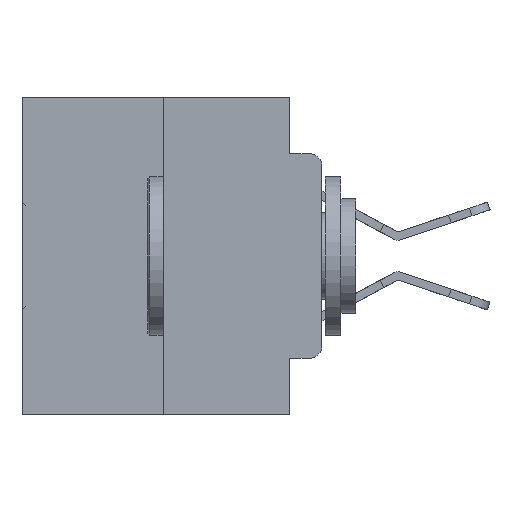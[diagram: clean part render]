
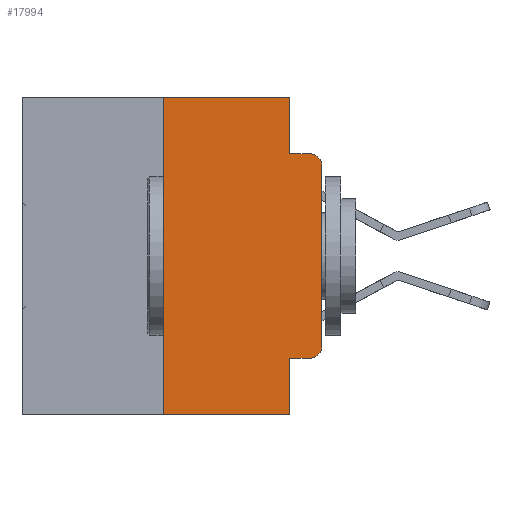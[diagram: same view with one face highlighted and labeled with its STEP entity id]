
A CAD part, left-side view. The second image highlights one B-rep face of the part: STEP entity #17994.
In plain terms, the highlighted planar face has unit normal (-1, 0, 0).
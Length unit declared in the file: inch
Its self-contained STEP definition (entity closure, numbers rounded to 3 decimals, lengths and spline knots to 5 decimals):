
#437 = CARTESIAN_POINT ( 'NONE',  ( 0., 0.473, 0. ) ) ;
#619 = ORIENTED_EDGE ( 'NONE', *, *, #23156, .T. ) ;
#947 = DIRECTION ( 'NONE',  ( 0., 0., -1. ) ) ;
#1612 = CARTESIAN_POINT ( 'NONE',  ( 0., 0.051, -0.0885 ) ) ;
#1823 = DIRECTION ( 'NONE',  ( 0., 0., 1. ) ) ;
#1908 = DIRECTION ( 'NONE',  ( -1., 0., 0. ) ) ;
#2350 = AXIS2_PLACEMENT_3D ( 'NONE', #14095, #32524, #16756 ) ;
#2987 = DIRECTION ( 'NONE',  ( 0., -1., 0. ) ) ;
#3345 = VERTEX_POINT ( 'NONE', #5210 ) ;
#3847 = ORIENTED_EDGE ( 'NONE', *, *, #28316, .F. ) ;
#4029 = CARTESIAN_POINT ( 'NONE',  ( 0., 0.02, -0.0885 ) ) ;
#4056 = VECTOR ( 'NONE', #2987, 39.37008 ) ;
#4141 = CARTESIAN_POINT ( 'NONE',  ( 0., 0.051, -0.0885 ) ) ;
#4406 = CARTESIAN_POINT ( 'NONE',  ( 0., 0.25, 0. ) ) ;
#4442 = PLANE ( 'NONE',  #7665 ) ;
#4850 = VECTOR ( 'NONE', #1823, 39.37008 ) ;
#5210 = CARTESIAN_POINT ( 'NONE',  ( 0., 0., -0.3915 ) ) ;
#5577 = VERTEX_POINT ( 'NONE', #4141 ) ;
#5660 = DIRECTION ( 'NONE',  ( 0., -1., 0. ) ) ;
#6262 = DIRECTION ( 'NONE',  ( 0., 0., 1. ) ) ;
#7650 = CARTESIAN_POINT ( 'NONE',  ( 0., 0.051, -0.4115 ) ) ;
#7665 = AXIS2_PLACEMENT_3D ( 'NONE', #14864, #25487, #9705 ) ;
#8212 = CARTESIAN_POINT ( 'NONE',  ( 0., 0.051, 0. ) ) ;
#9244 = CARTESIAN_POINT ( 'NONE',  ( 0., 0.051, 0. ) ) ;
#9580 = ORIENTED_EDGE ( 'NONE', *, *, #24481, .F. ) ;
#9705 = DIRECTION ( 'NONE',  ( 0., 0., -1. ) ) ;
#9897 = CARTESIAN_POINT ( 'NONE',  ( 0., 0.051, -0.4115 ) ) ;
#10019 = ORIENTED_EDGE ( 'NONE', *, *, #30425, .F. ) ;
#10130 = VECTOR ( 'NONE', #16159, 39.37008 ) ;
#11003 = VECTOR ( 'NONE', #15171, 39.37008 ) ;
#11620 = FACE_OUTER_BOUND ( 'NONE', #32582, .T. ) ;
#12119 = EDGE_CURVE ( 'NONE', #14260, #17915, #15525, .T. ) ;
#12416 = VECTOR ( 'NONE', #5660, 39.37008 ) ;
#13164 = CARTESIAN_POINT ( 'NONE',  ( 0., 0.25, -0.5 ) ) ;
#13257 = LINE ( 'NONE', #18760, #12416 ) ;
#13490 = EDGE_CURVE ( 'NONE', #25698, #15870, #18322, .T. ) ;
#13903 = CARTESIAN_POINT ( 'NONE',  ( 0., 0.051, 0. ) ) ;
#13990 = VECTOR ( 'NONE', #947, 39.37008 ) ;
#14095 = CARTESIAN_POINT ( 'NONE',  ( 0., 0.02, -0.1085 ) ) ;
#14260 = VERTEX_POINT ( 'NONE', #31367 ) ;
#14520 = EDGE_CURVE ( 'NONE', #3345, #25698, #31240, .T. ) ;
#14864 = CARTESIAN_POINT ( 'NONE',  ( 0., 0.473, 0. ) ) ;
#15159 = AXIS2_PLACEMENT_3D ( 'NONE', #17571, #1908, #20237 ) ;
#15171 = DIRECTION ( 'NONE',  ( 0., -1., 0. ) ) ;
#15288 = CARTESIAN_POINT ( 'NONE',  ( 0., 0.02, -0.4115 ) ) ;
#15386 = EDGE_CURVE ( 'NONE', #16117, #18730, #18015, .T. ) ;
#15525 = LINE ( 'NONE', #437, #4056 ) ;
#15870 = VERTEX_POINT ( 'NONE', #4029 ) ;
#16117 = VERTEX_POINT ( 'NONE', #7650 ) ;
#16146 = ORIENTED_EDGE ( 'NONE', *, *, #13490, .T. ) ;
#16159 = DIRECTION ( 'NONE',  ( 0., 0., -1. ) ) ;
#16265 = EDGE_CURVE ( 'NONE', #17915, #5577, #17138, .T. ) ;
#16738 = CARTESIAN_POINT ( 'NONE',  ( 0., 0., 0. ) ) ;
#16756 = DIRECTION ( 'NONE',  ( 0., 0., -1. ) ) ;
#17083 = CARTESIAN_POINT ( 'NONE',  ( 0., 0., -0.1085 ) ) ;
#17138 = LINE ( 'NONE', #8212, #10130 ) ;
#17248 = DIRECTION ( 'NONE',  ( 0., -1., 0. ) ) ;
#17571 = CARTESIAN_POINT ( 'NONE',  ( 0., 0.02, -0.3915 ) ) ;
#17915 = VERTEX_POINT ( 'NONE', #9244 ) ;
#17994 = ADVANCED_FACE ( 'NONE', ( #11620 ), #4442, .F. ) ;
#18015 = LINE ( 'NONE', #9897, #11003 ) ;
#18270 = LINE ( 'NONE', #1612, #25302 ) ;
#18322 = CIRCLE ( 'NONE', #2350, 0.02 ) ;
#18730 = VERTEX_POINT ( 'NONE', #15288 ) ;
#18760 = CARTESIAN_POINT ( 'NONE',  ( 0., 0.473, -0.5 ) ) ;
#20237 = DIRECTION ( 'NONE',  ( 0., 0., -1. ) ) ;
#20520 = CARTESIAN_POINT ( 'NONE',  ( 0., 0.051, -0.5 ) ) ;
#20702 = ORIENTED_EDGE ( 'NONE', *, *, #14520, .T. ) ;
#21516 = EDGE_CURVE ( 'NONE', #31408, #27815, #13257, .T. ) ;
#21963 = ORIENTED_EDGE ( 'NONE', *, *, #12119, .F. ) ;
#22374 = ORIENTED_EDGE ( 'NONE', *, *, #21516, .T. ) ;
#23156 = EDGE_CURVE ( 'NONE', #18730, #3345, #31268, .T. ) ;
#24270 = VECTOR ( 'NONE', #6262, 39.37008 ) ;
#24481 = EDGE_CURVE ( 'NONE', #31408, #14260, #25850, .T. ) ;
#25302 = VECTOR ( 'NONE', #17248, 39.37008 ) ;
#25487 = DIRECTION ( 'NONE',  ( 1., 0., 0. ) ) ;
#25698 = VERTEX_POINT ( 'NONE', #17083 ) ;
#25850 = LINE ( 'NONE', #4406, #4850 ) ;
#27293 = ORIENTED_EDGE ( 'NONE', *, *, #16265, .F. ) ;
#27815 = VERTEX_POINT ( 'NONE', #20520 ) ;
#27999 = LINE ( 'NONE', #13903, #13990 ) ;
#28316 = EDGE_CURVE ( 'NONE', #5577, #15870, #18270, .T. ) ;
#30128 = ORIENTED_EDGE ( 'NONE', *, *, #15386, .T. ) ;
#30425 = EDGE_CURVE ( 'NONE', #16117, #27815, #27999, .T. ) ;
#31240 = LINE ( 'NONE', #16738, #24270 ) ;
#31268 = CIRCLE ( 'NONE', #15159, 0.02 ) ;
#31367 = CARTESIAN_POINT ( 'NONE',  ( 0., 0.25, 0. ) ) ;
#31408 = VERTEX_POINT ( 'NONE', #13164 ) ;
#32524 = DIRECTION ( 'NONE',  ( -1., 0., 0. ) ) ;
#32582 = EDGE_LOOP ( 'NONE', ( #20702, #16146, #3847, #27293, #21963, #9580, #22374, #10019, #30128, #619 ) ) ;
